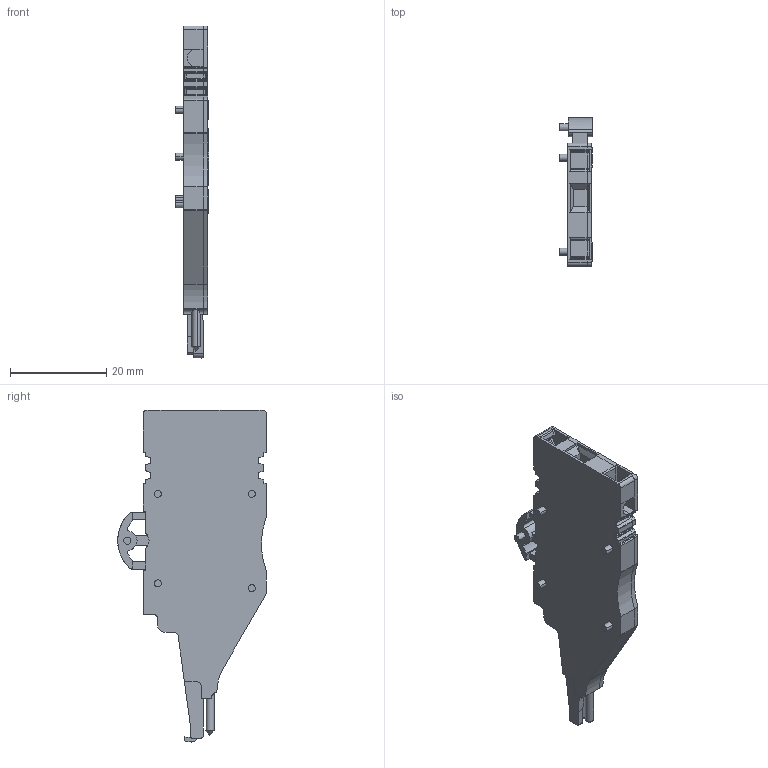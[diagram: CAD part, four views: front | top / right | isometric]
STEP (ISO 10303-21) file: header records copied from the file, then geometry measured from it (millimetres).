
FILE_DESCRIPTION(('CATIA V5R22 STEP214','CAx-IF Rec.Pracs.--- Model Styling and Organization---1.4--- 2014-01-23'),'2;1');
FILE_NAME ('018719-2_0', '2021-06-10T06:45:43+00:00', ('Weidmueller Interface'), ('Weidmueller'), 'CATIA Version 5-6 Release 2016 SP3 HF44', 'CATIA V5 STEP AP214', 'none');
FILE_SCHEMA(('AUTOMOTIVE_DESIGN { 1 0 10303 214 1 1 1 1 }'));
Length unit declared in the file: millimetre
Products named in the file (1): SZGR ZTA4/ZA_AllCATPart
Bounding box: 7 x 30.8 x 68.83 mm (x, y, z)
Volume: 6152.5 mm3; surface area: 6626.7 mm2
Topology: 5 solids, 5 shells, 455 faces, 1259 edges, 827 vertices
Faces by surface type: plane 299, cylinder 152, cone 4
Entity records: 13706 total; most frequent: ORIENTED_EDGE 2514, CARTESIAN_POINT 2456, DIRECTION 1959, EDGE_CURVE 1257, VECTOR 933, LINE 933, VERTEX_POINT 827, AXIS2_PLACEMENT_3D 675
